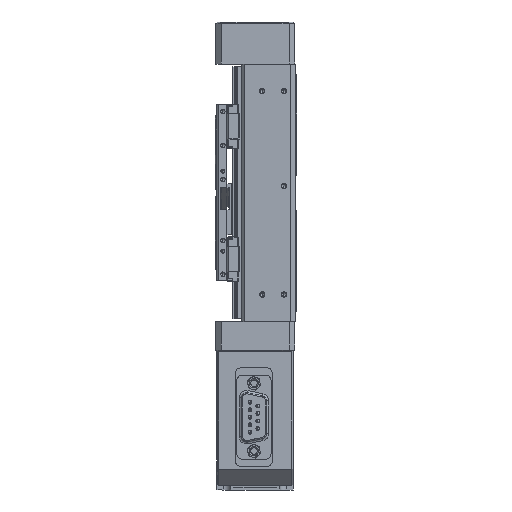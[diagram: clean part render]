
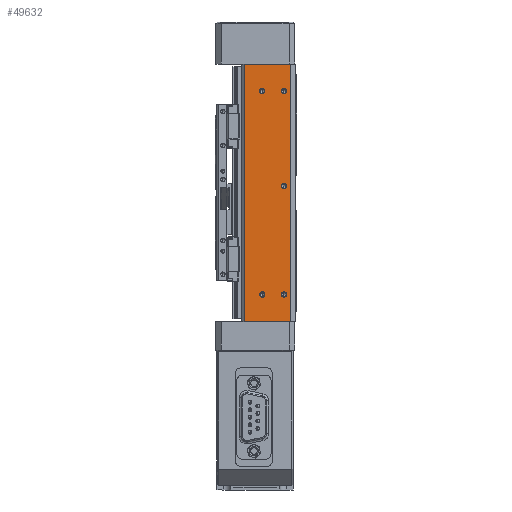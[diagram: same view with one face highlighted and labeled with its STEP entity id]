
A CAD part, left-side view. The second image highlights one B-rep face of the part: STEP entity #49632.
In plain terms, the highlighted planar face has unit normal (-1, 0, 0).
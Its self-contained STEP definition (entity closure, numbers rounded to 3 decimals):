
#43 = VECTOR ( 'NONE', #44986, 1000. ) ;
#120 = VECTOR ( 'NONE', #36138, 1000. ) ;
#283 = CARTESIAN_POINT ( 'NONE',  ( 0., -15., 49. ) ) ;
#379 = CARTESIAN_POINT ( 'NONE',  ( 0., -15., 86. ) ) ;
#889 = CARTESIAN_POINT ( 'NONE',  ( 0., 0., 0. ) ) ;
#1780 = ORIENTED_EDGE ( 'NONE', *, *, #12474, .F. ) ;
#2263 = CARTESIAN_POINT ( 'NONE',  ( 0., -17.4, 95. ) ) ;
#2630 = PLANE ( 'NONE',  #6713 ) ;
#2660 = VERTEX_POINT ( 'NONE', #41200 ) ;
#2663 = VERTEX_POINT ( 'NONE', #13353 ) ;
#2737 = ORIENTED_EDGE ( 'NONE', *, *, #6099, .F. ) ;
#2890 = FACE_BOUND ( 'NONE', #47420, .T. ) ;
#2906 = CIRCLE ( 'NONE', #50715, 1. ) ;
#3541 = DIRECTION ( 'NONE',  ( -1., 0., 0. ) ) ;
#3798 = DIRECTION ( 'NONE',  ( -1., 0., 0. ) ) ;
#4387 = ORIENTED_EDGE ( 'NONE', *, *, #24126, .T. ) ;
#4477 = CARTESIAN_POINT ( 'NONE',  ( 0., -7., 85. ) ) ;
#4759 = CIRCLE ( 'NONE', #17832, 1. ) ;
#4805 = AXIS2_PLACEMENT_3D ( 'NONE', #45548, #45288, #6562 ) ;
#4919 = EDGE_CURVE ( 'NONE', #13120, #41577, #17752, .T. ) ;
#5409 = AXIS2_PLACEMENT_3D ( 'NONE', #29709, #30473, #13991 ) ;
#5932 = ORIENTED_EDGE ( 'NONE', *, *, #10081, .F. ) ;
#6099 = EDGE_CURVE ( 'NONE', #2660, #18416, #2906, .T. ) ;
#6223 = FACE_BOUND ( 'NONE', #14566, .T. ) ;
#6523 = CARTESIAN_POINT ( 'NONE',  ( 0., -0.3, 95. ) ) ;
#6562 = DIRECTION ( 'NONE',  ( 0., 0., 1. ) ) ;
#6713 = AXIS2_PLACEMENT_3D ( 'NONE', #29442, #34077, #21982 ) ;
#6730 = FACE_BOUND ( 'NONE', #19553, .T. ) ;
#7036 = DIRECTION ( 'NONE',  ( 0., 0., 1. ) ) ;
#8064 = DIRECTION ( 'NONE',  ( -1., 0., 0. ) ) ;
#8387 = EDGE_CURVE ( 'NONE', #18416, #2660, #17271, .T. ) ;
#8526 = EDGE_LOOP ( 'NONE', ( #18008, #4387, #43616, #33578 ) ) ;
#8869 = VERTEX_POINT ( 'NONE', #283 ) ;
#9068 = EDGE_CURVE ( 'NONE', #29018, #42321, #18364, .T. ) ;
#9412 = LINE ( 'NONE', #17691, #25528 ) ;
#10081 = EDGE_CURVE ( 'NONE', #8869, #22912, #16872, .T. ) ;
#10149 = AXIS2_PLACEMENT_3D ( 'NONE', #39853, #3798, #35231 ) ;
#10241 = VERTEX_POINT ( 'NONE', #2263 ) ;
#10983 = LINE ( 'NONE', #31332, #17599 ) ;
#11124 = EDGE_CURVE ( 'NONE', #11379, #2663, #37009, .T. ) ;
#11265 = CARTESIAN_POINT ( 'NONE',  ( 0., -7., 10. ) ) ;
#11379 = VERTEX_POINT ( 'NONE', #24468 ) ;
#12098 = CARTESIAN_POINT ( 'NONE',  ( 0., -15., 50. ) ) ;
#12474 = EDGE_CURVE ( 'NONE', #41577, #13120, #40682, .T. ) ;
#13120 = VERTEX_POINT ( 'NONE', #379 ) ;
#13353 = CARTESIAN_POINT ( 'NONE',  ( 0., -15., 9. ) ) ;
#13474 = AXIS2_PLACEMENT_3D ( 'NONE', #36563, #20627, #40703 ) ;
#13816 = DIRECTION ( 'NONE',  ( 0., 0., -1. ) ) ;
#13991 = DIRECTION ( 'NONE',  ( 0., 0., 1. ) ) ;
#14566 = EDGE_LOOP ( 'NONE', ( #18374, #31322 ) ) ;
#15051 = CARTESIAN_POINT ( 'NONE',  ( 0., -7., 86. ) ) ;
#15959 = DIRECTION ( 'NONE',  ( 0., 0., 1. ) ) ;
#16139 = DIRECTION ( 'NONE',  ( 0., 0., 1. ) ) ;
#16872 = CIRCLE ( 'NONE', #23475, 1. ) ;
#17271 = CIRCLE ( 'NONE', #20577, 1. ) ;
#17515 = CARTESIAN_POINT ( 'NONE',  ( 0., -7., 10. ) ) ;
#17546 = AXIS2_PLACEMENT_3D ( 'NONE', #11265, #3541, #16139 ) ;
#17599 = VECTOR ( 'NONE', #34447, 1000. ) ;
#17691 = CARTESIAN_POINT ( 'NONE',  ( 0., -0.3, 95. ) ) ;
#17752 = CIRCLE ( 'NONE', #5409, 1. ) ;
#17832 = AXIS2_PLACEMENT_3D ( 'NONE', #17515, #48738, #25722 ) ;
#17864 = FACE_BOUND ( 'NONE', #45252, .T. ) ;
#18008 = ORIENTED_EDGE ( 'NONE', *, *, #36673, .F. ) ;
#18364 = CIRCLE ( 'NONE', #17546, 1. ) ;
#18374 = ORIENTED_EDGE ( 'NONE', *, *, #42881, .F. ) ;
#18413 = CARTESIAN_POINT ( 'NONE',  ( 0., -7., 85. ) ) ;
#18416 = VERTEX_POINT ( 'NONE', #15051 ) ;
#19036 = EDGE_LOOP ( 'NONE', ( #38364, #2737 ) ) ;
#19553 = EDGE_LOOP ( 'NONE', ( #44580, #41832 ) ) ;
#19635 = CIRCLE ( 'NONE', #4805, 1. ) ;
#20577 = AXIS2_PLACEMENT_3D ( 'NONE', #4477, #8064, #35905 ) ;
#20627 = DIRECTION ( 'NONE',  ( -1., 0., 0. ) ) ;
#21982 = DIRECTION ( 'NONE',  ( 0., 1., 0. ) ) ;
#22456 = CARTESIAN_POINT ( 'NONE',  ( 0., -15., 10. ) ) ;
#22912 = VERTEX_POINT ( 'NONE', #40626 ) ;
#23475 = AXIS2_PLACEMENT_3D ( 'NONE', #12098, #23951, #15959 ) ;
#23951 = DIRECTION ( 'NONE',  ( -1., 0., 0. ) ) ;
#24126 = EDGE_CURVE ( 'NONE', #49318, #25321, #9412, .T. ) ;
#24225 = VERTEX_POINT ( 'NONE', #50697 ) ;
#24468 = CARTESIAN_POINT ( 'NONE',  ( 0., -15., 11. ) ) ;
#24546 = LINE ( 'NONE', #28143, #120 ) ;
#25102 = LINE ( 'NONE', #889, #43 ) ;
#25321 = VERTEX_POINT ( 'NONE', #30336 ) ;
#25528 = VECTOR ( 'NONE', #13816, 1000. ) ;
#25722 = DIRECTION ( 'NONE',  ( 0., 0., 1. ) ) ;
#27490 = CARTESIAN_POINT ( 'NONE',  ( 0., -15., 84. ) ) ;
#28143 = CARTESIAN_POINT ( 'NONE',  ( 0., -17.4, 95. ) ) ;
#29018 = VERTEX_POINT ( 'NONE', #36312 ) ;
#29442 = CARTESIAN_POINT ( 'NONE',  ( 0., 0., 95. ) ) ;
#29709 = CARTESIAN_POINT ( 'NONE',  ( 0., -15., 85. ) ) ;
#30336 = CARTESIAN_POINT ( 'NONE',  ( 0., -0.3, 0. ) ) ;
#30473 = DIRECTION ( 'NONE',  ( -1., 0., 0. ) ) ;
#30691 = EDGE_CURVE ( 'NONE', #2663, #11379, #19635, .T. ) ;
#31322 = ORIENTED_EDGE ( 'NONE', *, *, #9068, .F. ) ;
#31332 = CARTESIAN_POINT ( 'NONE',  ( 0., 0., 95. ) ) ;
#32388 = CIRCLE ( 'NONE', #10149, 1. ) ;
#32834 = EDGE_CURVE ( 'NONE', #25321, #24225, #25102, .T. ) ;
#33295 = EDGE_CURVE ( 'NONE', #24225, #10241, #24546, .T. ) ;
#33578 = ORIENTED_EDGE ( 'NONE', *, *, #33295, .T. ) ;
#33792 = CARTESIAN_POINT ( 'NONE',  ( 0., -7., 11. ) ) ;
#34077 = DIRECTION ( 'NONE',  ( 1., 0., 0. ) ) ;
#34290 = DIRECTION ( 'NONE',  ( 0., 0., 1. ) ) ;
#34447 = DIRECTION ( 'NONE',  ( 0., -1., 0. ) ) ;
#35231 = DIRECTION ( 'NONE',  ( 0., 0., 1. ) ) ;
#35905 = DIRECTION ( 'NONE',  ( 0., 0., 1. ) ) ;
#36138 = DIRECTION ( 'NONE',  ( 0., 0., 1. ) ) ;
#36312 = CARTESIAN_POINT ( 'NONE',  ( 0., -7., 9. ) ) ;
#36563 = CARTESIAN_POINT ( 'NONE',  ( 0., -15., 85. ) ) ;
#36673 = EDGE_CURVE ( 'NONE', #49318, #10241, #10983, .T. ) ;
#37009 = CIRCLE ( 'NONE', #40379, 1. ) ;
#37926 = FACE_OUTER_BOUND ( 'NONE', #8526, .T. ) ;
#38147 = DIRECTION ( 'NONE',  ( -1., 0., 0. ) ) ;
#38226 = DIRECTION ( 'NONE',  ( -1., 0., 0. ) ) ;
#38364 = ORIENTED_EDGE ( 'NONE', *, *, #8387, .F. ) ;
#39651 = EDGE_CURVE ( 'NONE', #22912, #8869, #32388, .T. ) ;
#39853 = CARTESIAN_POINT ( 'NONE',  ( 0., -15., 50. ) ) ;
#40379 = AXIS2_PLACEMENT_3D ( 'NONE', #22456, #38147, #34290 ) ;
#40626 = CARTESIAN_POINT ( 'NONE',  ( 0., -15., 51. ) ) ;
#40682 = CIRCLE ( 'NONE', #13474, 1. ) ;
#40703 = DIRECTION ( 'NONE',  ( 0., 0., 1. ) ) ;
#41200 = CARTESIAN_POINT ( 'NONE',  ( 0., -7., 84. ) ) ;
#41577 = VERTEX_POINT ( 'NONE', #27490 ) ;
#41832 = ORIENTED_EDGE ( 'NONE', *, *, #30691, .F. ) ;
#42321 = VERTEX_POINT ( 'NONE', #33792 ) ;
#42881 = EDGE_CURVE ( 'NONE', #42321, #29018, #4759, .T. ) ;
#43616 = ORIENTED_EDGE ( 'NONE', *, *, #32834, .T. ) ;
#44580 = ORIENTED_EDGE ( 'NONE', *, *, #11124, .F. ) ;
#44986 = DIRECTION ( 'NONE',  ( 0., -1., 0. ) ) ;
#45252 = EDGE_LOOP ( 'NONE', ( #45396, #1780 ) ) ;
#45288 = DIRECTION ( 'NONE',  ( -1., 0., 0. ) ) ;
#45396 = ORIENTED_EDGE ( 'NONE', *, *, #4919, .F. ) ;
#45451 = FACE_BOUND ( 'NONE', #19036, .T. ) ;
#45548 = CARTESIAN_POINT ( 'NONE',  ( 0., -15., 10. ) ) ;
#47420 = EDGE_LOOP ( 'NONE', ( #47674, #5932 ) ) ;
#47674 = ORIENTED_EDGE ( 'NONE', *, *, #39651, .F. ) ;
#48738 = DIRECTION ( 'NONE',  ( -1., 0., 0. ) ) ;
#49318 = VERTEX_POINT ( 'NONE', #6523 ) ;
#49632 = ADVANCED_FACE ( 'NONE', ( #2890, #6223, #6730, #45451, #17864, #37926 ), #2630, .F. ) ;
#50697 = CARTESIAN_POINT ( 'NONE',  ( 0., -17.4, 0. ) ) ;
#50715 = AXIS2_PLACEMENT_3D ( 'NONE', #18413, #38226, #7036 ) ;
